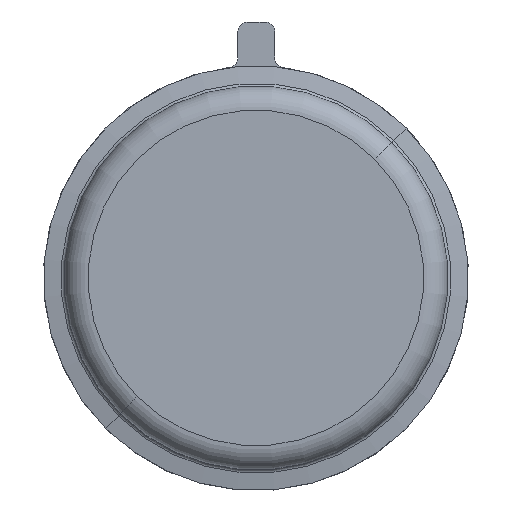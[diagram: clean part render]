
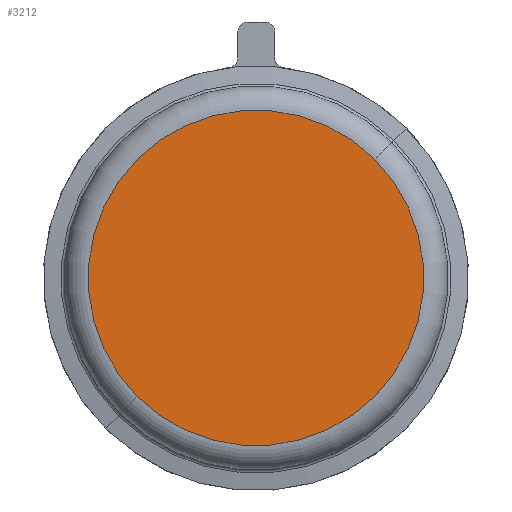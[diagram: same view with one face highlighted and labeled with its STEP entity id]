
A CAD part, top view. The second image highlights one B-rep face of the part: STEP entity #3212.
In plain terms, the highlighted face is planar.
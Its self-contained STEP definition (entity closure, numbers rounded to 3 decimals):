
#2919=CARTESIAN_POINT('',(0.,4.083,0.));
#2920=DIRECTION('',(0.,-1.,0.));
#2921=DIRECTION('',(-1.,0.,0.));
#2922=AXIS2_PLACEMENT_3D('',#2919,#2920,#2921);
#2927=CARTESIAN_POINT('',(0.,4.083,0.));
#2928=DIRECTION('',(0.,1.,0.));
#2929=DIRECTION('',(-1.,0.,0.));
#2930=AXIS2_PLACEMENT_3D('',#2927,#2928,#2929);
#3165=CARTESIAN_POINT('',(-3.609,4.083,0.));
#3167=VERTEX_POINT('',#3165);
#3181=CARTESIAN_POINT('',(3.609,4.083,0.));
#3183=VERTEX_POINT('',#3181);
#3201=CARTESIAN_POINT('',(0.,4.083,0.));
#3202=DIRECTION('',(0.,1.,0.));
#3203=DIRECTION('',(1.,0.,0.));
#3204=AXIS2_PLACEMENT_3D('',#3201,#3202,#3203);
#3205=PLANE('',#3204);
#3207=ORIENTED_EDGE('',*,*,#3206,.T.);
#3209=ORIENTED_EDGE('',*,*,#3208,.F.);
#3210=EDGE_LOOP('',(#3207,#3209));
#3211=FACE_OUTER_BOUND('',#3210,.F.);
#2923=CIRCLE('',#2922,3.609);
#2931=CIRCLE('',#2930,3.609);
#3206=EDGE_CURVE('',#3167,#3183,#2923,.T.);
#3208=EDGE_CURVE('',#3167,#3183,#2931,.T.);
#3212=ADVANCED_FACE('',(#3211),#3205,.T.);
